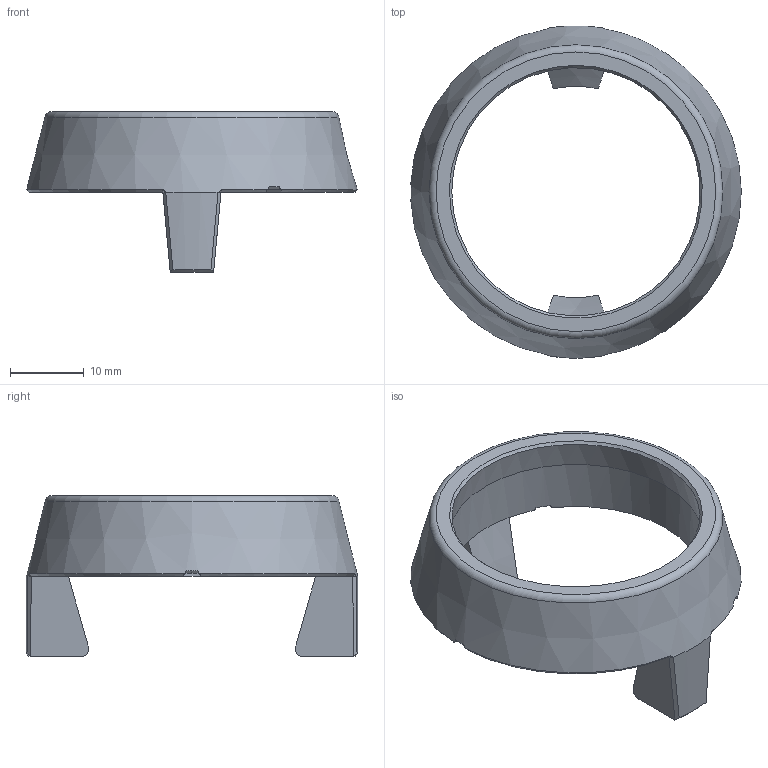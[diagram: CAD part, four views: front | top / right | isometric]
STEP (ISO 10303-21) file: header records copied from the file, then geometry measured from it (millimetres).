
FILE_DESCRIPTION(('FreeCAD Model'),'2;1');
FILE_NAME('Open CASCADE Shape Model','2025-08-10T17:21:48',(''),(''), 'Open CASCADE STEP processor 7.8','FreeCAD','Unknown');
FILE_SCHEMA(('AUTOMOTIVE_DESIGN { 1 0 10303 214 1 1 1 1 }'));
Length unit declared in the file: millimetre
Products named in the file (1): 5mm Cap
Bounding box: 44.98 x 45.17 x 21.9 mm (x, y, z)
Volume: 6217.3 mm3; surface area: 4329.6 mm2
Topology: 1 solids, 1 shells, 57 faces, 152 edges, 98 vertices
Faces by surface type: plane 23, cone 16, bspline 9, cylinder 5, torus 3, sphere 1
Full cylindrical faces by diameter (mm): 3.2 x2, 34.539 x1
Entity records: 2998 total; most frequent: CARTESIAN_POINT 1577, ORIENTED_EDGE 310, DIRECTION 285, EDGE_CURVE 155, AXIS2_PLACEMENT_3D 127, VERTEX_POINT 98, FACE_BOUND 60, EDGE_LOOP 60
